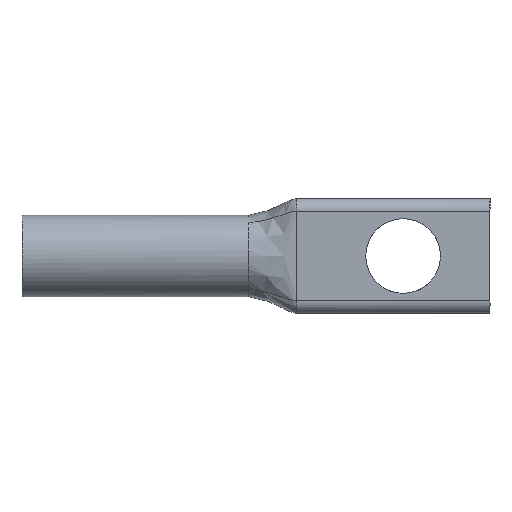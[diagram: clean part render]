
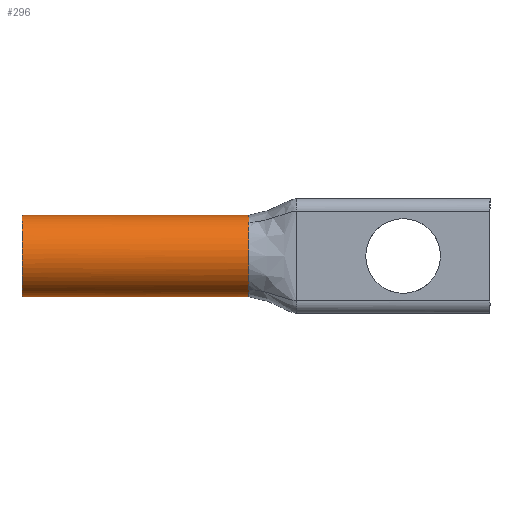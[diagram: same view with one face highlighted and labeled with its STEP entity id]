
A CAD part, front view. The second image highlights one B-rep face of the part: STEP entity #296.
In plain terms, the highlighted cylindrical face has radius 3.708 mm (diameter 7.417 mm), a partial arc.
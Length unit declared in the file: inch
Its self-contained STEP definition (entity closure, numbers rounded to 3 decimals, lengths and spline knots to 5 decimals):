
#26 = CARTESIAN_POINT ( 'NONE',  ( 0., 0.0038, -0.03822 ) ) ;
#48 = CARTESIAN_POINT ( 'NONE',  ( 0.81, 0.146, 0.14601 ) ) ;
#135 = VERTEX_POINT ( 'NONE', #48 ) ;
#174 = VERTEX_POINT ( 'NONE', #344 ) ;
#189 = CARTESIAN_POINT ( 'NONE',  ( 0., 0.01843, -0.07353 ) ) ;
#190 = CARTESIAN_POINT ( 'NONE',  ( 0.81, 0.00571, 0.0467 ) ) ;
#252 = CARTESIAN_POINT ( 'NONE',  ( -0.60863, 0.146, 0. ) ) ;
#262 = ORIENTED_EDGE ( 'NONE', *, *, #1611, .T. ) ;
#296 = ADVANCED_FACE ( 'NONE', ( #1328 ), #1318, .T. ) ;
#318 = VERTEX_POINT ( 'NONE', #1646 ) ;
#335 = VECTOR ( 'NONE', #1559, 39.37008 ) ;
#341 = CARTESIAN_POINT ( 'NONE',  ( 0., 0.01843, 0.07353 ) ) ;
#344 = CARTESIAN_POINT ( 'NONE',  ( 0., 0.146, -0.146 ) ) ;
#351 = CARTESIAN_POINT ( 'NONE',  ( 0.81, 0.06226, -0.1196 ) ) ;
#395 = EDGE_CURVE ( 'NONE', #135, #318, #1358, .T. ) ;
#405 = B_SPLINE_CURVE_WITH_KNOTS ( 'NONE', 3,
 ( #627, #635, #1416, #1736, #1902, #1100, #341, #506, #778, #1571, #26, #189, #1119, #960, #473, #1725, #1233, #1893 ),
 .UNSPECIFIED., .F., .F.,
 ( 4, 2, 2, 2, 2, 2, 2, 2, 4 ),
 ( 0., 0.125, 0.25, 0.375, 0.5, 0.625, 0.75, 0.875, 1. ),
 .UNSPECIFIED. ) ;
#473 = CARTESIAN_POINT ( 'NONE',  ( 0., 0.07247, -0.12757 ) ) ;
#478 = EDGE_LOOP ( 'NONE', ( #1742, #1550, #813, #1973, #983, #262 ) ) ;
#499 = CARTESIAN_POINT ( 'NONE',  ( 0.81, 0.06226, 0.1196 ) ) ;
#506 = CARTESIAN_POINT ( 'NONE',  ( 0., 0.0038, 0.03822 ) ) ;
#551 = AXIS2_PLACEMENT_3D ( 'NONE', #252, #1002, #1481 ) ;
#577 = CARTESIAN_POINT ( 'NONE',  ( 0.81, 0.08792, -0.13477 ) ) ;
#599 = EDGE_CURVE ( 'NONE', #1031, #174, #1126, .T. ) ;
#627 = CARTESIAN_POINT ( 'NONE',  ( 0., 0.146, 0.146 ) ) ;
#635 = CARTESIAN_POINT ( 'NONE',  ( 0., 0.12689, 0.146 ) ) ;
#638 = CARTESIAN_POINT ( 'NONE',  ( 0.81, 0.146, 0.14601 ) ) ;
#664 = CARTESIAN_POINT ( 'NONE',  ( 0.81, 0.00571, -0.0467 ) ) ;
#772 = CARTESIAN_POINT ( 'NONE',  ( 0.81, 0.07314, 0.12722 ) ) ;
#775 = B_SPLINE_CURVE_WITH_KNOTS ( 'NONE', 3,
 ( #351, #1755, #1279, #664, #1903, #1921, #190, #1585, #979, #826 ),
 .UNSPECIFIED., .F., .F.,
 ( 4, 2, 2, 2, 4 ),
 ( 0., 0.25, 0.5, 0.75, 1. ),
 .UNSPECIFIED. ) ;
#778 = CARTESIAN_POINT ( 'NONE',  ( 0., 0., 0.01911 ) ) ;
#813 = ORIENTED_EDGE ( 'NONE', *, *, #1302, .T. ) ;
#826 = CARTESIAN_POINT ( 'NONE',  ( 0.81, 0.06226, 0.1196 ) ) ;
#866 = VERTEX_POINT ( 'NONE', #499 ) ;
#885 = B_SPLINE_CURVE_WITH_KNOTS ( 'NONE', 3,
 ( #638, #951, #1419, #772, #1244 ),
 .UNSPECIFIED., .F., .F.,
 ( 4, 1, 4 ),
 ( 0., 0.5, 1. ),
 .UNSPECIFIED. ) ;
#896 = EDGE_CURVE ( 'NONE', #135, #866, #885, .T. ) ;
#924 = CARTESIAN_POINT ( 'NONE',  ( -0.60863, 0.146, 0.146 ) ) ;
#951 = CARTESIAN_POINT ( 'NONE',  ( 0.81, 0.13022, 0.14602 ) ) ;
#960 = CARTESIAN_POINT ( 'NONE',  ( 0., 0.05628, -0.11675 ) ) ;
#979 = CARTESIAN_POINT ( 'NONE',  ( 0.81, 0.04312, 0.1062 ) ) ;
#982 = CARTESIAN_POINT ( 'NONE',  ( 0.81, 0.06226, -0.1196 ) ) ;
#983 = ORIENTED_EDGE ( 'NONE', *, *, #395, .T. ) ;
#1002 = DIRECTION ( 'NONE',  ( -1., 0., 0. ) ) ;
#1031 = VERTEX_POINT ( 'NONE', #1451 ) ;
#1093 = VERTEX_POINT ( 'NONE', #982 ) ;
#1100 = CARTESIAN_POINT ( 'NONE',  ( 0., 0.02925, 0.08972 ) ) ;
#1105 = EDGE_CURVE ( 'NONE', #1031, #1093, #1530, .T. ) ;
#1119 = CARTESIAN_POINT ( 'NONE',  ( 0., 0.02925, -0.08972 ) ) ;
#1126 = LINE ( 'NONE', #1753, #335 ) ;
#1233 = CARTESIAN_POINT ( 'NONE',  ( 0., 0.12689, -0.146 ) ) ;
#1244 = CARTESIAN_POINT ( 'NONE',  ( 0.81, 0.06226, 0.1196 ) ) ;
#1279 = CARTESIAN_POINT ( 'NONE',  ( 0.81, 0.02728, -0.08813 ) ) ;
#1302 = EDGE_CURVE ( 'NONE', #1093, #866, #775, .T. ) ;
#1318 = CYLINDRICAL_SURFACE ( 'NONE', #551, 0.146 ) ;
#1328 = FACE_OUTER_BOUND ( 'NONE', #478, .T. ) ;
#1352 = CARTESIAN_POINT ( 'NONE',  ( 0.81, 0.11627, -0.14371 ) ) ;
#1358 = LINE ( 'NONE', #924, #1789 ) ;
#1368 = CARTESIAN_POINT ( 'NONE',  ( 0.81, 0.13114, -0.146 ) ) ;
#1416 = CARTESIAN_POINT ( 'NONE',  ( 0., 0.10778, 0.1422 ) ) ;
#1419 = CARTESIAN_POINT ( 'NONE',  ( 0.81, 0.09866, 0.14064 ) ) ;
#1451 = CARTESIAN_POINT ( 'NONE',  ( 0.81, 0.146, -0.14601 ) ) ;
#1481 = DIRECTION ( 'NONE',  ( 0., 0., 1. ) ) ;
#1503 = CARTESIAN_POINT ( 'NONE',  ( 0.81, 0.07443, -0.12812 ) ) ;
#1530 = B_SPLINE_CURVE_WITH_KNOTS ( 'NONE', 3,
 ( #1669, #1368, #1352, #577, #1503, #1985 ),
 .UNSPECIFIED., .F., .F.,
 ( 4, 2, 4 ),
 ( 0., 0.5, 1. ),
 .UNSPECIFIED. ) ;
#1532 = DIRECTION ( 'NONE',  ( -1., 0., 0. ) ) ;
#1550 = ORIENTED_EDGE ( 'NONE', *, *, #1105, .T. ) ;
#1559 = DIRECTION ( 'NONE',  ( -1., 0., 0. ) ) ;
#1571 = CARTESIAN_POINT ( 'NONE',  ( 0., 0., -0.01911 ) ) ;
#1585 = CARTESIAN_POINT ( 'NONE',  ( 0.81, 0.02728, 0.08813 ) ) ;
#1611 = EDGE_CURVE ( 'NONE', #318, #174, #405, .T. ) ;
#1646 = CARTESIAN_POINT ( 'NONE',  ( 0., 0.146, 0.146 ) ) ;
#1669 = CARTESIAN_POINT ( 'NONE',  ( 0.81, 0.146, -0.14601 ) ) ;
#1725 = CARTESIAN_POINT ( 'NONE',  ( 0., 0.10778, -0.1422 ) ) ;
#1736 = CARTESIAN_POINT ( 'NONE',  ( 0., 0.07247, 0.12757 ) ) ;
#1742 = ORIENTED_EDGE ( 'NONE', *, *, #599, .F. ) ;
#1753 = CARTESIAN_POINT ( 'NONE',  ( -0.60863, 0.146, -0.146 ) ) ;
#1755 = CARTESIAN_POINT ( 'NONE',  ( 0.81, 0.04312, -0.1062 ) ) ;
#1789 = VECTOR ( 'NONE', #1532, 39.37008 ) ;
#1893 = CARTESIAN_POINT ( 'NONE',  ( 0., 0.146, -0.146 ) ) ;
#1902 = CARTESIAN_POINT ( 'NONE',  ( 0., 0.05628, 0.11675 ) ) ;
#1903 = CARTESIAN_POINT ( 'NONE',  ( 0.81, 0., -0.02336 ) ) ;
#1921 = CARTESIAN_POINT ( 'NONE',  ( 0.81, 0., 0.02336 ) ) ;
#1973 = ORIENTED_EDGE ( 'NONE', *, *, #896, .F. ) ;
#1985 = CARTESIAN_POINT ( 'NONE',  ( 0.81, 0.06226, -0.1196 ) ) ;
